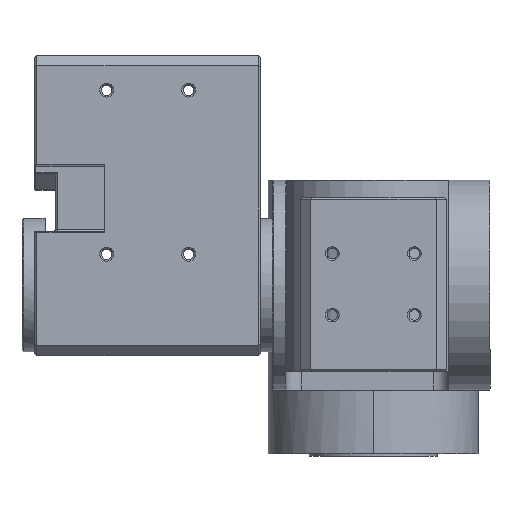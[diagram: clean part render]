
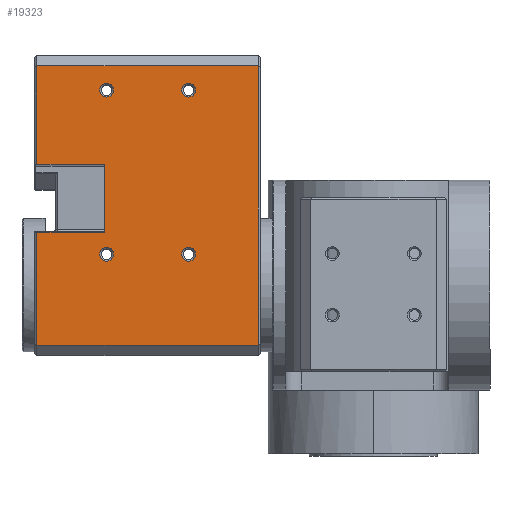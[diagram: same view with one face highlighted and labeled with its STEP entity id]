
A CAD part, top view. The second image highlights one B-rep face of the part: STEP entity #19323.
In plain terms, the highlighted planar face has unit normal (0, 0, 1).
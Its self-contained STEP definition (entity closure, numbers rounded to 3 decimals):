
#90 = VERTEX_POINT ( 'NONE', #11448 ) ;
#208 = FACE_BOUND ( 'NONE', #19393, .T. ) ;
#430 = ORIENTED_EDGE ( 'NONE', *, *, #2152, .F. ) ;
#599 = LINE ( 'NONE', #9566, #12209 ) ;
#668 = EDGE_CURVE ( 'NONE', #2660, #10952, #9910, .T. ) ;
#824 = CARTESIAN_POINT ( 'NONE',  ( 24.941, 2.827, -8.866 ) ) ;
#966 = LINE ( 'NONE', #20424, #11362 ) ;
#1004 = VERTEX_POINT ( 'NONE', #11842 ) ;
#1195 = EDGE_LOOP ( 'NONE', ( #10057, #8238, #11897, #10185, #18177, #19782, #1214, #8110 ) ) ;
#1214 = ORIENTED_EDGE ( 'NONE', *, *, #15354, .T. ) ;
#1225 = EDGE_CURVE ( 'NONE', #10952, #2660, #3684, .T. ) ;
#1285 = CARTESIAN_POINT ( 'NONE',  ( 25.341, -14.673, -8.866 ) ) ;
#1288 = DIRECTION ( 'NONE',  ( 0., 0., 1. ) ) ;
#1595 = CIRCLE ( 'NONE', #12351, 1.35 ) ;
#1692 = CARTESIAN_POINT ( 'NONE',  ( 11.741, 22.077, -8.866 ) ) ;
#1717 = DIRECTION ( 'NONE',  ( 1., 0., 0. ) ) ;
#1842 = CIRCLE ( 'NONE', #8807, 1.35 ) ;
#2018 = VERTEX_POINT ( 'NONE', #20332 ) ;
#2146 = EDGE_CURVE ( 'NONE', #14711, #17955, #9762, .T. ) ;
#2152 = EDGE_CURVE ( 'NONE', #13279, #14356, #1595, .T. ) ;
#2224 = DIRECTION ( 'NONE',  ( 0., 0., 1. ) ) ;
#2388 = DIRECTION ( 'NONE',  ( 0., 1., 0. ) ) ;
#2660 = VERTEX_POINT ( 'NONE', #2799 ) ;
#2692 = CIRCLE ( 'NONE', #10694, 1.35 ) ;
#2707 = LINE ( 'NONE', #824, #5399 ) ;
#2799 = CARTESIAN_POINT ( 'NONE',  ( 25.341, -13.323, -8.866 ) ) ;
#3057 = EDGE_CURVE ( 'NONE', #17955, #16877, #4405, .T. ) ;
#3343 = DIRECTION ( 'NONE',  ( 0., 0., 1. ) ) ;
#3610 = CARTESIAN_POINT ( 'NONE',  ( 54.941, 22.077, -8.866 ) ) ;
#3647 = EDGE_CURVE ( 'NONE', #19743, #12998, #9534, .T. ) ;
#3684 = CIRCLE ( 'NONE', #13019, 1.35 ) ;
#3960 = CARTESIAN_POINT ( 'NONE',  ( 41.341, -14.673, -8.866 ) ) ;
#4324 = DIRECTION ( 'NONE',  ( 0., -1., 0. ) ) ;
#4405 = LINE ( 'NONE', #13927, #14638 ) ;
#4921 = DIRECTION ( 'NONE',  ( 0., 1., 0. ) ) ;
#5082 = EDGE_CURVE ( 'NONE', #19229, #18116, #966, .T. ) ;
#5155 = DIRECTION ( 'NONE',  ( 0., -1., 0. ) ) ;
#5181 = DIRECTION ( 'NONE',  ( 0., -1., 0. ) ) ;
#5187 = VECTOR ( 'NONE', #5181, 1000. ) ;
#5394 = DIRECTION ( 'NONE',  ( 0., 0., 1. ) ) ;
#5399 = VECTOR ( 'NONE', #8649, 1000. ) ;
#5534 = VECTOR ( 'NONE', #8148, 1000. ) ;
#5851 = FACE_OUTER_BOUND ( 'NONE', #1195, .T. ) ;
#5996 = DIRECTION ( 'NONE',  ( 0., 1., 0. ) ) ;
#6109 = DIRECTION ( 'NONE',  ( 0., 0., 1. ) ) ;
#6370 = FACE_BOUND ( 'NONE', #15056, .T. ) ;
#6505 = CARTESIAN_POINT ( 'NONE',  ( 25.341, 17.327, -8.866 ) ) ;
#6658 = ORIENTED_EDGE ( 'NONE', *, *, #668, .F. ) ;
#6752 = EDGE_LOOP ( 'NONE', ( #8873, #6658 ) ) ;
#6807 = DIRECTION ( 'NONE',  ( -1., 0., 0. ) ) ;
#6950 = EDGE_CURVE ( 'NONE', #19229, #18780, #599, .T. ) ;
#7124 = ORIENTED_EDGE ( 'NONE', *, *, #3647, .F. ) ;
#7127 = DIRECTION ( 'NONE',  ( 0., 0., 1. ) ) ;
#7690 = LINE ( 'NONE', #12968, #18881 ) ;
#7723 = EDGE_CURVE ( 'NONE', #1004, #90, #12615, .T. ) ;
#8110 = ORIENTED_EDGE ( 'NONE', *, *, #20422, .F. ) ;
#8148 = DIRECTION ( 'NONE',  ( -1., 0., 0. ) ) ;
#8238 = ORIENTED_EDGE ( 'NONE', *, *, #2146, .F. ) ;
#8297 = CARTESIAN_POINT ( 'NONE',  ( 54.941, -32.423, -8.866 ) ) ;
#8353 = DIRECTION ( 'NONE',  ( 0., 1., 0. ) ) ;
#8594 = CARTESIAN_POINT ( 'NONE',  ( 25.341, -16.023, -8.866 ) ) ;
#8649 = DIRECTION ( 'NONE',  ( 0., -1., 0. ) ) ;
#8807 = AXIS2_PLACEMENT_3D ( 'NONE', #3960, #5394, #19740 ) ;
#8873 = ORIENTED_EDGE ( 'NONE', *, *, #1225, .F. ) ;
#9055 = CIRCLE ( 'NONE', #15491, 1.35 ) ;
#9209 = CARTESIAN_POINT ( 'NONE',  ( 11.741, -10.373, -8.866 ) ) ;
#9534 = CIRCLE ( 'NONE', #14748, 1.35 ) ;
#9566 = CARTESIAN_POINT ( 'NONE',  ( 11.741, 2.827, -8.866 ) ) ;
#9732 = AXIS2_PLACEMENT_3D ( 'NONE', #18150, #2224, #18217 ) ;
#9762 = LINE ( 'NONE', #8297, #5534 ) ;
#9910 = CIRCLE ( 'NONE', #12802, 1.35 ) ;
#10057 = ORIENTED_EDGE ( 'NONE', *, *, #3057, .F. ) ;
#10106 = CARTESIAN_POINT ( 'NONE',  ( 54.941, -32.423, -8.866 ) ) ;
#10126 = CARTESIAN_POINT ( 'NONE',  ( 25.341, -14.673, -8.866 ) ) ;
#10185 = ORIENTED_EDGE ( 'NONE', *, *, #14238, .T. ) ;
#10637 = LINE ( 'NONE', #3610, #5187 ) ;
#10694 = AXIS2_PLACEMENT_3D ( 'NONE', #19371, #3343, #4921 ) ;
#10703 = CARTESIAN_POINT ( 'NONE',  ( 25.341, 17.327, -8.866 ) ) ;
#10789 = EDGE_LOOP ( 'NONE', ( #19865, #7124 ) ) ;
#10952 = VERTEX_POINT ( 'NONE', #8594 ) ;
#11329 = FACE_BOUND ( 'NONE', #6752, .T. ) ;
#11362 = VECTOR ( 'NONE', #20487, 1000. ) ;
#11448 = CARTESIAN_POINT ( 'NONE',  ( 25.341, 18.677, -8.866 ) ) ;
#11459 = DIRECTION ( 'NONE',  ( 0., 0., 1. ) ) ;
#11482 = AXIS2_PLACEMENT_3D ( 'NONE', #10703, #1288, #18689 ) ;
#11842 = CARTESIAN_POINT ( 'NONE',  ( 25.341, 15.977, -8.866 ) ) ;
#11897 = ORIENTED_EDGE ( 'NONE', *, *, #14778, .F. ) ;
#12209 = VECTOR ( 'NONE', #15962, 1000. ) ;
#12351 = AXIS2_PLACEMENT_3D ( 'NONE', #19281, #14702, #5155 ) ;
#12432 = EDGE_CURVE ( 'NONE', #14356, #13279, #2692, .T. ) ;
#12615 = CIRCLE ( 'NONE', #11482, 1.35 ) ;
#12802 = AXIS2_PLACEMENT_3D ( 'NONE', #10126, #7127, #2388 ) ;
#12968 = CARTESIAN_POINT ( 'NONE',  ( 54.941, 22.077, -8.866 ) ) ;
#12998 = VERTEX_POINT ( 'NONE', #15228 ) ;
#13019 = AXIS2_PLACEMENT_3D ( 'NONE', #1285, #6109, #4324 ) ;
#13279 = VERTEX_POINT ( 'NONE', #18045 ) ;
#13300 = CARTESIAN_POINT ( 'NONE',  ( 41.341, 18.677, -8.866 ) ) ;
#13927 = CARTESIAN_POINT ( 'NONE',  ( 11.741, -32.423, -8.866 ) ) ;
#14054 = CARTESIAN_POINT ( 'NONE',  ( 11.741, -10.373, -8.866 ) ) ;
#14238 = EDGE_CURVE ( 'NONE', #2018, #18116, #7690, .T. ) ;
#14356 = VERTEX_POINT ( 'NONE', #13300 ) ;
#14638 = VECTOR ( 'NONE', #5996, 1000. ) ;
#14702 = DIRECTION ( 'NONE',  ( 0., 0., 1. ) ) ;
#14711 = VERTEX_POINT ( 'NONE', #10106 ) ;
#14748 = AXIS2_PLACEMENT_3D ( 'NONE', #17921, #11459, #8353 ) ;
#14778 = EDGE_CURVE ( 'NONE', #2018, #14711, #10637, .T. ) ;
#15056 = EDGE_LOOP ( 'NONE', ( #430, #18672 ) ) ;
#15228 = CARTESIAN_POINT ( 'NONE',  ( 41.341, -16.023, -8.866 ) ) ;
#15354 = EDGE_CURVE ( 'NONE', #18780, #20407, #2707, .T. ) ;
#15419 = CARTESIAN_POINT ( 'NONE',  ( 11.741, -32.423, -8.866 ) ) ;
#15459 = VECTOR ( 'NONE', #1717, 1000. ) ;
#15491 = AXIS2_PLACEMENT_3D ( 'NONE', #6505, #17616, #15941 ) ;
#15941 = DIRECTION ( 'NONE',  ( 0., 1., 0. ) ) ;
#15962 = DIRECTION ( 'NONE',  ( 1., 0., 0. ) ) ;
#16228 = CARTESIAN_POINT ( 'NONE',  ( 24.941, 2.827, -8.866 ) ) ;
#16554 = PLANE ( 'NONE',  #9732 ) ;
#16655 = EDGE_CURVE ( 'NONE', #12998, #19743, #1842, .T. ) ;
#16743 = CARTESIAN_POINT ( 'NONE',  ( 41.341, -13.323, -8.866 ) ) ;
#16877 = VERTEX_POINT ( 'NONE', #9209 ) ;
#17616 = DIRECTION ( 'NONE',  ( 0., 0., 1. ) ) ;
#17921 = CARTESIAN_POINT ( 'NONE',  ( 41.341, -14.673, -8.866 ) ) ;
#17955 = VERTEX_POINT ( 'NONE', #15419 ) ;
#18045 = CARTESIAN_POINT ( 'NONE',  ( 41.341, 15.977, -8.866 ) ) ;
#18047 = FACE_BOUND ( 'NONE', #10789, .T. ) ;
#18116 = VERTEX_POINT ( 'NONE', #1692 ) ;
#18150 = CARTESIAN_POINT ( 'NONE',  ( 11.341, 24.077, -8.866 ) ) ;
#18177 = ORIENTED_EDGE ( 'NONE', *, *, #5082, .F. ) ;
#18217 = DIRECTION ( 'NONE',  ( 0., -1., 0. ) ) ;
#18672 = ORIENTED_EDGE ( 'NONE', *, *, #12432, .F. ) ;
#18689 = DIRECTION ( 'NONE',  ( 0., -1., 0. ) ) ;
#18780 = VERTEX_POINT ( 'NONE', #16228 ) ;
#18881 = VECTOR ( 'NONE', #6807, 1000. ) ;
#19229 = VERTEX_POINT ( 'NONE', #19299 ) ;
#19281 = CARTESIAN_POINT ( 'NONE',  ( 41.341, 17.327, -8.866 ) ) ;
#19299 = CARTESIAN_POINT ( 'NONE',  ( 11.741, 2.827, -8.866 ) ) ;
#19323 = ADVANCED_FACE ( 'NONE', ( #5851, #18047, #208, #6370, #11329 ), #16554, .T. ) ;
#19371 = CARTESIAN_POINT ( 'NONE',  ( 41.341, 17.327, -8.866 ) ) ;
#19393 = EDGE_LOOP ( 'NONE', ( #20071, #19483 ) ) ;
#19483 = ORIENTED_EDGE ( 'NONE', *, *, #19979, .F. ) ;
#19740 = DIRECTION ( 'NONE',  ( 0., -1., 0. ) ) ;
#19743 = VERTEX_POINT ( 'NONE', #16743 ) ;
#19782 = ORIENTED_EDGE ( 'NONE', *, *, #6950, .T. ) ;
#19865 = ORIENTED_EDGE ( 'NONE', *, *, #16655, .F. ) ;
#19979 = EDGE_CURVE ( 'NONE', #90, #1004, #9055, .T. ) ;
#20071 = ORIENTED_EDGE ( 'NONE', *, *, #7723, .F. ) ;
#20192 = LINE ( 'NONE', #14054, #15459 ) ;
#20332 = CARTESIAN_POINT ( 'NONE',  ( 54.941, 22.077, -8.866 ) ) ;
#20407 = VERTEX_POINT ( 'NONE', #20452 ) ;
#20422 = EDGE_CURVE ( 'NONE', #16877, #20407, #20192, .T. ) ;
#20424 = CARTESIAN_POINT ( 'NONE',  ( 11.741, 2.827, -8.866 ) ) ;
#20452 = CARTESIAN_POINT ( 'NONE',  ( 24.941, -10.373, -8.866 ) ) ;
#20487 = DIRECTION ( 'NONE',  ( 0., 1., 0. ) ) ;
